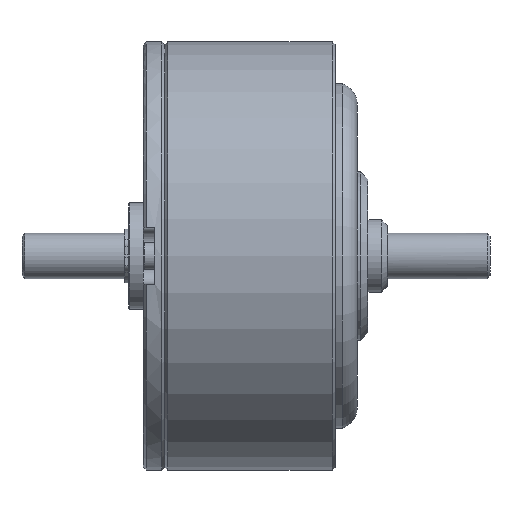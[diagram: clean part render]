
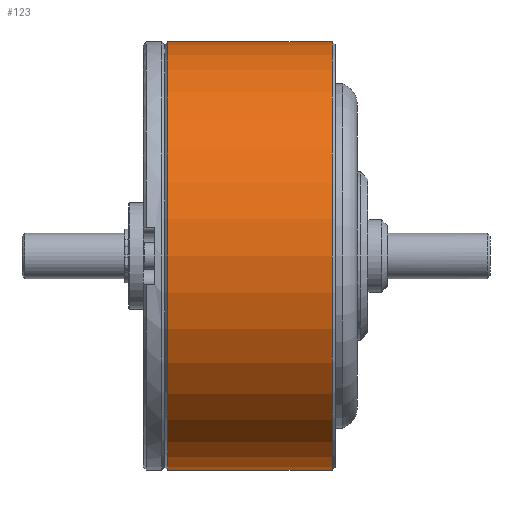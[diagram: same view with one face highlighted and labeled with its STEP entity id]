
A CAD part, front view. The second image highlights one B-rep face of the part: STEP entity #123.
In plain terms, the highlighted cylindrical face has radius 56.35 mm (diameter 112.7 mm), a partial arc.
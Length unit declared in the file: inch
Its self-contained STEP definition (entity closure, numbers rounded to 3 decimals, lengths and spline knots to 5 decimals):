
#34 = EDGE_LOOP ( 'NONE', ( #397, #10746, #5076, #2781 ) ) ;
#123 = ADVANCED_FACE ( 'NONE', ( #5027 ), #4949, .T. ) ;
#397 = ORIENTED_EDGE ( 'NONE', *, *, #7628, .T. ) ;
#682 = CARTESIAN_POINT ( 'NONE',  ( 0.25, 0., 2.2185 ) ) ;
#805 = AXIS2_PLACEMENT_3D ( 'NONE', #12150, #12120, #7549 ) ;
#2781 = ORIENTED_EDGE ( 'NONE', *, *, #7645, .F. ) ;
#3568 = CARTESIAN_POINT ( 'NONE',  ( 1.954, 0., 2.2185 ) ) ;
#3918 = AXIS2_PLACEMENT_3D ( 'NONE', #10693, #4743, #10678 ) ;
#4743 = DIRECTION ( 'NONE',  ( 1., 0., 0. ) ) ;
#4949 = CYLINDRICAL_SURFACE ( 'NONE', #805, 2.2185 ) ;
#5027 = FACE_OUTER_BOUND ( 'NONE', #34, .T. ) ;
#5076 = ORIENTED_EDGE ( 'NONE', *, *, #7608, .T. ) ;
#5881 = VERTEX_POINT ( 'NONE', #682 ) ;
#6819 = CARTESIAN_POINT ( 'NONE',  ( 0.25, 0., -2.2185 ) ) ;
#7200 = VERTEX_POINT ( 'NONE', #3568 ) ;
#7549 = DIRECTION ( 'NONE',  ( 0., 0., 1. ) ) ;
#7608 = EDGE_CURVE ( 'NONE', #9229, #7200, #12063, .T. ) ;
#7628 = EDGE_CURVE ( 'NONE', #5881, #10843, #12075, .T. ) ;
#7629 = EDGE_CURVE ( 'NONE', #10843, #9229, #12113, .T. ) ;
#7645 = EDGE_CURVE ( 'NONE', #5881, #7200, #11649, .T. ) ;
#7692 = CARTESIAN_POINT ( 'NONE',  ( 1.984, 0., 2.2185 ) ) ;
#9229 = VERTEX_POINT ( 'NONE', #10342 ) ;
#10342 = CARTESIAN_POINT ( 'NONE',  ( 1.954, 0., -2.2185 ) ) ;
#10390 = AXIS2_PLACEMENT_3D ( 'NONE', #11002, #11052, #10961 ) ;
#10503 = DIRECTION ( 'NONE',  ( 1., 0., 0. ) ) ;
#10678 = DIRECTION ( 'NONE',  ( 0., 0., 1. ) ) ;
#10693 = CARTESIAN_POINT ( 'NONE',  ( 0.25, 0., 0. ) ) ;
#10722 = DIRECTION ( 'NONE',  ( 1., 0., 0. ) ) ;
#10746 = ORIENTED_EDGE ( 'NONE', *, *, #7629, .T. ) ;
#10774 = CARTESIAN_POINT ( 'NONE',  ( 1.984, 0., -2.2185 ) ) ;
#10843 = VERTEX_POINT ( 'NONE', #6819 ) ;
#10961 = DIRECTION ( 'NONE',  ( 0., 0., -1. ) ) ;
#11002 = CARTESIAN_POINT ( 'NONE',  ( 1.954, 0., 0. ) ) ;
#11052 = DIRECTION ( 'NONE',  ( -1., 0., 0. ) ) ;
#11649 = LINE ( 'NONE', #7692, #11654 ) ;
#11654 = VECTOR ( 'NONE', #10503, 39.37008 ) ;
#11703 = VECTOR ( 'NONE', #10722, 39.37008 ) ;
#12063 = CIRCLE ( 'NONE', #10390, 2.2185 ) ;
#12075 = CIRCLE ( 'NONE', #3918, 2.2185 ) ;
#12113 = LINE ( 'NONE', #10774, #11703 ) ;
#12120 = DIRECTION ( 'NONE',  ( 1., 0., 0. ) ) ;
#12150 = CARTESIAN_POINT ( 'NONE',  ( 1.984, 0., 0. ) ) ;
